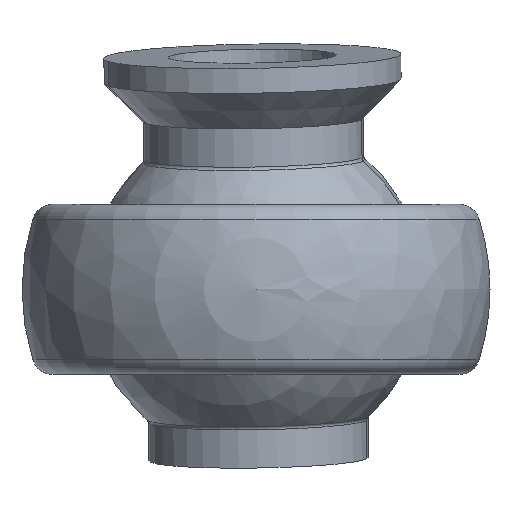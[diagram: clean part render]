
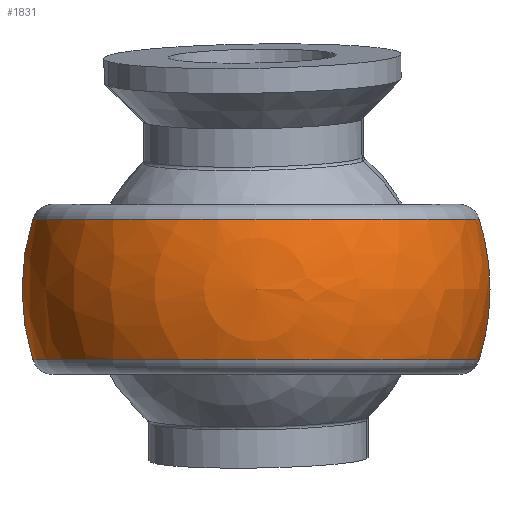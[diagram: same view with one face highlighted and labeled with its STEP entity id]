
A CAD part, front view. The second image highlights one B-rep face of the part: STEP entity #1831.
In plain terms, the highlighted spherical face has radius 5.5 mm.
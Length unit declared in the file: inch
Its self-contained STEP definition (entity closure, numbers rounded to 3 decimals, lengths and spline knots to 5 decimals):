
#52 = DIRECTION ( 'NONE',  ( 0., -1., 0. ) ) ;
#188 = CARTESIAN_POINT ( 'NONE',  ( 0., 0., 0. ) ) ;
#322 = CARTESIAN_POINT ( 'NONE',  ( 0., 0., 0.06496 ) ) ;
#385 = EDGE_LOOP ( 'NONE', ( #2506, #498, #2685, #1065 ) ) ;
#498 = ORIENTED_EDGE ( 'NONE', *, *, #1728, .T. ) ;
#615 = CARTESIAN_POINT ( 'NONE',  ( 0.20656, 0., 0.06496 ) ) ;
#627 = FACE_OUTER_BOUND ( 'NONE', #385, .T. ) ;
#757 = CARTESIAN_POINT ( 'NONE',  ( 0.20656, 0., -0.06496 ) ) ;
#875 = CARTESIAN_POINT ( 'NONE',  ( -0.20656, 0., 0.06496 ) ) ;
#918 = CARTESIAN_POINT ( 'NONE',  ( 0., 0., 0. ) ) ;
#991 = SPHERICAL_SURFACE ( 'NONE', #1371, 0.21654 ) ;
#1065 = ORIENTED_EDGE ( 'NONE', *, *, #1459, .F. ) ;
#1227 = DIRECTION ( 'NONE',  ( 1., 0., 0. ) ) ;
#1309 = EDGE_CURVE ( 'NONE', #3429, #2006, #2351, .T. ) ;
#1371 = AXIS2_PLACEMENT_3D ( 'NONE', #918, #52, #3181 ) ;
#1459 = EDGE_CURVE ( 'NONE', #1739, #2006, #3225, .T. ) ;
#1477 = CARTESIAN_POINT ( 'NONE',  ( 0., 0., 0. ) ) ;
#1633 = AXIS2_PLACEMENT_3D ( 'NONE', #2908, #1791, #1227 ) ;
#1705 = EDGE_CURVE ( 'NONE', #1739, #3291, #3620, .T. ) ;
#1728 = EDGE_CURVE ( 'NONE', #3291, #3429, #2404, .T. ) ;
#1739 = VERTEX_POINT ( 'NONE', #615 ) ;
#1749 = DIRECTION ( 'NONE',  ( 0., -1., 0. ) ) ;
#1791 = DIRECTION ( 'NONE',  ( 0., 0., 1. ) ) ;
#1831 = ADVANCED_FACE ( 'NONE', ( #627 ), #991, .T. ) ;
#2006 = VERTEX_POINT ( 'NONE', #757 ) ;
#2291 = DIRECTION ( 'NONE',  ( -1., 0., 0. ) ) ;
#2305 = DIRECTION ( 'NONE',  ( 0., 0., -1. ) ) ;
#2351 = CIRCLE ( 'NONE', #1633, 0.20656 ) ;
#2404 = CIRCLE ( 'NONE', #2673, 0.21654 ) ;
#2506 = ORIENTED_EDGE ( 'NONE', *, *, #1705, .T. ) ;
#2673 = AXIS2_PLACEMENT_3D ( 'NONE', #1477, #1749, #2845 ) ;
#2685 = ORIENTED_EDGE ( 'NONE', *, *, #1309, .T. ) ;
#2845 = DIRECTION ( 'NONE',  ( 1., 0., 0. ) ) ;
#2908 = CARTESIAN_POINT ( 'NONE',  ( 0., 0., -0.06496 ) ) ;
#3156 = AXIS2_PLACEMENT_3D ( 'NONE', #322, #2305, #2291 ) ;
#3181 = DIRECTION ( 'NONE',  ( 1., 0., 0. ) ) ;
#3225 = CIRCLE ( 'NONE', #3226, 0.21654 ) ;
#3226 = AXIS2_PLACEMENT_3D ( 'NONE', #188, #3302, #3544 ) ;
#3291 = VERTEX_POINT ( 'NONE', #875 ) ;
#3302 = DIRECTION ( 'NONE',  ( 0., 1., 0. ) ) ;
#3429 = VERTEX_POINT ( 'NONE', #3438 ) ;
#3438 = CARTESIAN_POINT ( 'NONE',  ( -0.20656, 0., -0.06496 ) ) ;
#3544 = DIRECTION ( 'NONE',  ( 0., 0., 1. ) ) ;
#3620 = CIRCLE ( 'NONE', #3156, 0.20656 ) ;
